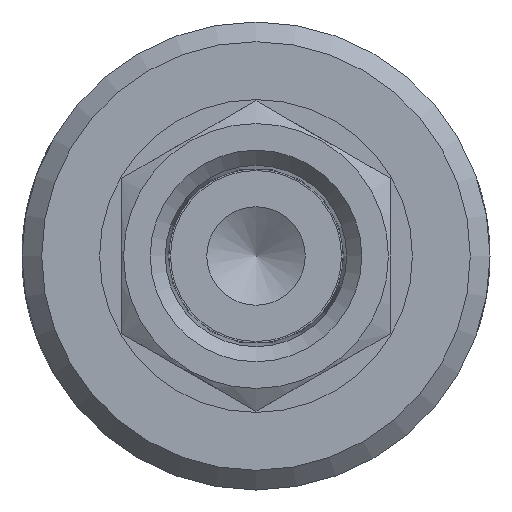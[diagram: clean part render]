
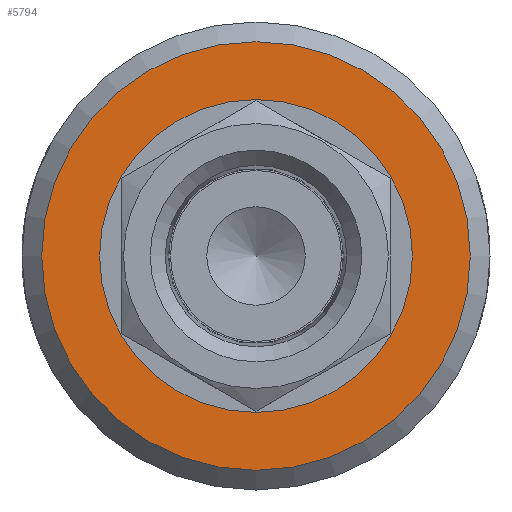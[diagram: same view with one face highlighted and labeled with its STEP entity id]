
A CAD part, left-side view. The second image highlights one B-rep face of the part: STEP entity #5794.
In plain terms, the highlighted planar face has unit normal (-1, 0, 0).
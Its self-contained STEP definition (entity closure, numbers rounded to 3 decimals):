
#71=FACE_BOUND('',#1765,.T.);
#341=CIRCLE('',#6092,17.4);
#342=CIRCLE('',#6093,12.7);
#343=CIRCLE('',#6094,12.7);
#1102=PLANE('',#6091);
#1406=FACE_OUTER_BOUND('',#1764,.T.);
#1764=EDGE_LOOP('',(#5183));
#1765=EDGE_LOOP('',(#5184,#5185));
#2722=VERTEX_POINT('',#42615);
#2723=VERTEX_POINT('',#42617);
#2724=VERTEX_POINT('',#42618);
#3560=EDGE_CURVE('',#2722,#2722,#341,.T.);
#3561=EDGE_CURVE('',#2723,#2724,#342,.T.);
#3562=EDGE_CURVE('',#2724,#2723,#343,.T.);
#5183=ORIENTED_EDGE('',*,*,#3560,.F.);
#5184=ORIENTED_EDGE('',*,*,#3561,.T.);
#5185=ORIENTED_EDGE('',*,*,#3562,.T.);
#5794=ADVANCED_FACE('',(#1406,#71),#1102,.T.);
#6091=AXIS2_PLACEMENT_3D('',#42614,#6937,#6938);
#6092=AXIS2_PLACEMENT_3D('',#42616,#6939,#6940);
#6093=AXIS2_PLACEMENT_3D('',#42619,#6941,#6942);
#6094=AXIS2_PLACEMENT_3D('',#42620,#6943,#6944);
#6937=DIRECTION('center_axis',(-1.,0.,0.));
#6938=DIRECTION('ref_axis',(0.,0.,1.));
#6939=DIRECTION('center_axis',(1.,0.,0.));
#6940=DIRECTION('ref_axis',(0.,-1.,0.));
#6941=DIRECTION('center_axis',(1.,0.,0.));
#6942=DIRECTION('ref_axis',(0.,1.,0.));
#6943=DIRECTION('center_axis',(1.,0.,0.));
#6944=DIRECTION('ref_axis',(0.,1.,0.));
#42614=CARTESIAN_POINT('Origin',(0.,12.996,0.));
#42615=CARTESIAN_POINT('',(0.,17.4,0.));
#42616=CARTESIAN_POINT('Origin',(0.,0.,0.));
#42617=CARTESIAN_POINT('',(0.,12.7,0.));
#42618=CARTESIAN_POINT('',(0.,-12.7,0.));
#42619=CARTESIAN_POINT('Origin',(0.,0.,0.));
#42620=CARTESIAN_POINT('Origin',(0.,0.,0.));
